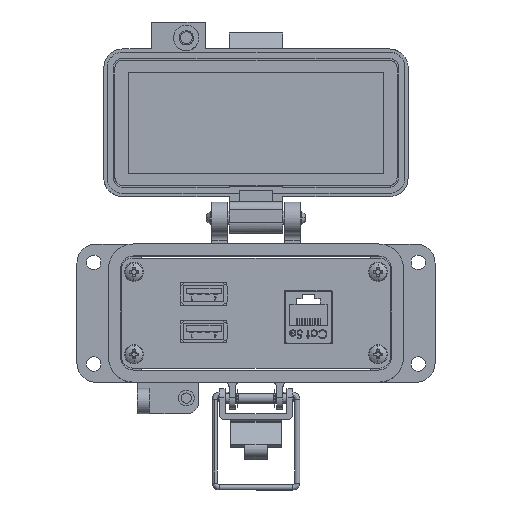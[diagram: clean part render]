
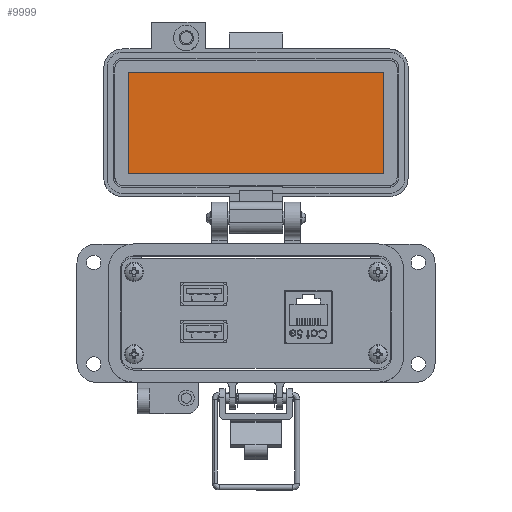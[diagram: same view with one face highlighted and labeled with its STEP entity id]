
A CAD part, top view. The second image highlights one B-rep face of the part: STEP entity #9999.
In plain terms, the highlighted planar face has unit normal (0, 0, 1).
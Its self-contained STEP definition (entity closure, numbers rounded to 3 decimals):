
#5410 = EDGE_CURVE ( 'NONE', #25744, #62700, #12739, .T. ) ;
#8681 = PLANE ( 'NONE',  #41477 ) ;
#8922 = DIRECTION ( 'NONE',  ( 0., 0., 1. ) ) ;
#9999 = ADVANCED_FACE ( 'NONE', ( #32917 ), #8681, .T. ) ;
#12739 = LINE ( 'NONE', #52441, #67277 ) ;
#15442 = DIRECTION ( 'NONE',  ( 0., 1., 0. ) ) ;
#18455 = CARTESIAN_POINT ( 'NONE',  ( -8.5, 83.154, -25.55 ) ) ;
#25744 = VERTEX_POINT ( 'NONE', #35666 ) ;
#26926 = ORIENTED_EDGE ( 'NONE', *, *, #54686, .F. ) ;
#28372 = EDGE_CURVE ( 'NONE', #62700, #54234, #57038, .T. ) ;
#29009 = VECTOR ( 'NONE', #65546, 1000. ) ;
#32504 = ORIENTED_EDGE ( 'NONE', *, *, #53094, .F. ) ;
#32677 = CARTESIAN_POINT ( 'NONE',  ( 40.25, 51.154, -25.55 ) ) ;
#32917 = FACE_OUTER_BOUND ( 'NONE', #50020, .T. ) ;
#35666 = CARTESIAN_POINT ( 'NONE',  ( -40.25, 51.154, -25.55 ) ) ;
#36646 = DIRECTION ( 'NONE',  ( -1., 0., 0. ) ) ;
#39978 = VECTOR ( 'NONE', #50797, 1000. ) ;
#40675 = CARTESIAN_POINT ( 'NONE',  ( -8.5, 67.154, -25.55 ) ) ;
#41477 = AXIS2_PLACEMENT_3D ( 'NONE', #40675, #8922, #45986 ) ;
#45986 = DIRECTION ( 'NONE',  ( 0., -1., 0. ) ) ;
#46249 = ORIENTED_EDGE ( 'NONE', *, *, #28372, .F. ) ;
#48474 = CARTESIAN_POINT ( 'NONE',  ( -40.25, 83.154, -25.55 ) ) ;
#50020 = EDGE_LOOP ( 'NONE', ( #46249, #64585, #26926, #32504 ) ) ;
#50506 = VECTOR ( 'NONE', #36646, 1000. ) ;
#50797 = DIRECTION ( 'NONE',  ( 0., -1., 0. ) ) ;
#51066 = VERTEX_POINT ( 'NONE', #32677 ) ;
#52441 = CARTESIAN_POINT ( 'NONE',  ( -40.25, 67.154, -25.55 ) ) ;
#53094 = EDGE_CURVE ( 'NONE', #54234, #51066, #53992, .T. ) ;
#53992 = LINE ( 'NONE', #66448, #39978 ) ;
#54234 = VERTEX_POINT ( 'NONE', #57186 ) ;
#54686 = EDGE_CURVE ( 'NONE', #51066, #25744, #62895, .T. ) ;
#57038 = LINE ( 'NONE', #18455, #29009 ) ;
#57186 = CARTESIAN_POINT ( 'NONE',  ( 40.25, 83.154, -25.55 ) ) ;
#62700 = VERTEX_POINT ( 'NONE', #48474 ) ;
#62895 = LINE ( 'NONE', #68181, #50506 ) ;
#64585 = ORIENTED_EDGE ( 'NONE', *, *, #5410, .F. ) ;
#65546 = DIRECTION ( 'NONE',  ( 1., 0., 0. ) ) ;
#66448 = CARTESIAN_POINT ( 'NONE',  ( 40.25, 67.154, -25.55 ) ) ;
#67277 = VECTOR ( 'NONE', #15442, 1000. ) ;
#68181 = CARTESIAN_POINT ( 'NONE',  ( 42., 51.154, -25.55 ) ) ;
